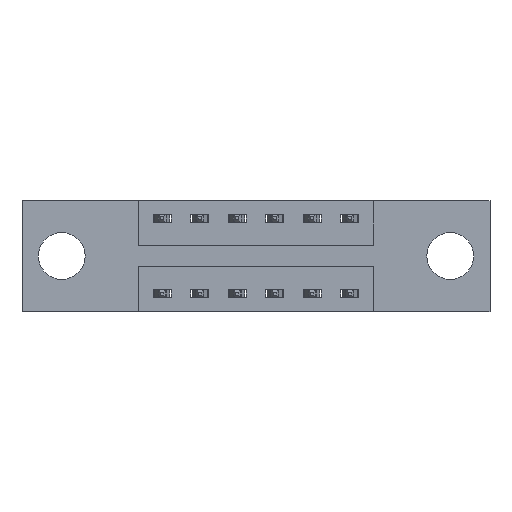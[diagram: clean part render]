
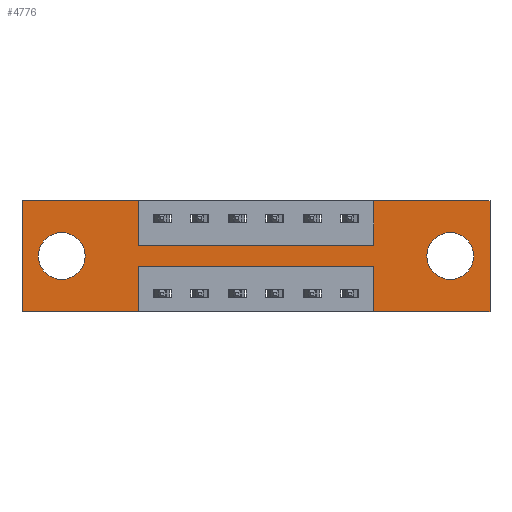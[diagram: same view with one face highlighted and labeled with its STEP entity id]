
A CAD part, front view. The second image highlights one B-rep face of the part: STEP entity #4776.
In plain terms, the highlighted planar face has unit normal (0, -1, 0).
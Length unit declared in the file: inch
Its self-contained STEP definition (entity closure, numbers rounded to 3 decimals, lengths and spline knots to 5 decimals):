
#82 = CARTESIAN_POINT ( 'NONE',  ( 0.3875, 0., -0.37 ) ) ;
#102 = DIRECTION ( 'NONE',  ( 1., 0., 0. ) ) ;
#126 = VERTEX_POINT ( 'NONE', #1784 ) ;
#150 = DIRECTION ( 'NONE',  ( 1., 0., 0. ) ) ;
#180 = VERTEX_POINT ( 'NONE', #1697 ) ;
#252 = EDGE_CURVE ( 'NONE', #5330, #2813, #3126, .T. ) ;
#253 = CARTESIAN_POINT ( 'NONE',  ( 1.1725, 0., 0. ) ) ;
#283 = CARTESIAN_POINT ( 'NONE',  ( 0., 0., 0. ) ) ;
#497 = LINE ( 'NONE', #3608, #7609 ) ;
#732 = DIRECTION ( 'NONE',  ( 0., -1., 0. ) ) ;
#753 = LINE ( 'NONE', #5625, #4188 ) ;
#758 = DIRECTION ( 'NONE',  ( 0., 0., -1. ) ) ;
#790 = EDGE_CURVE ( 'NONE', #2813, #4761, #1933, .T. ) ;
#798 = EDGE_LOOP ( 'NONE', ( #4107, #7129 ) ) ;
#838 = VERTEX_POINT ( 'NONE', #6536 ) ;
#859 = LINE ( 'NONE', #7192, #2487 ) ;
#925 = CARTESIAN_POINT ( 'NONE',  ( 0.3875, 0., -0.15 ) ) ;
#961 = FACE_BOUND ( 'NONE', #798, .T. ) ;
#1013 = DIRECTION ( 'NONE',  ( 0., 1., 0. ) ) ;
#1132 = AXIS2_PLACEMENT_3D ( 'NONE', #6320, #732, #7611 ) ;
#1144 = VERTEX_POINT ( 'NONE', #8544 ) ;
#1168 = EDGE_CURVE ( 'NONE', #1406, #3786, #6723, .T. ) ;
#1266 = VECTOR ( 'NONE', #8141, 39.37008 ) ;
#1280 = CARTESIAN_POINT ( 'NONE',  ( 1.56, 0., 0. ) ) ;
#1340 = EDGE_LOOP ( 'NONE', ( #4787, #4810 ) ) ;
#1388 = FACE_OUTER_BOUND ( 'NONE', #6849, .T. ) ;
#1406 = VERTEX_POINT ( 'NONE', #2187 ) ;
#1474 = EDGE_CURVE ( 'NONE', #180, #4065, #6617, .T. ) ;
#1508 = CARTESIAN_POINT ( 'NONE',  ( 0.1325, 0., -0.107 ) ) ;
#1558 = AXIS2_PLACEMENT_3D ( 'NONE', #5159, #1013, #5884 ) ;
#1606 = CARTESIAN_POINT ( 'NONE',  ( 0., 0., 0. ) ) ;
#1640 = CARTESIAN_POINT ( 'NONE',  ( 1.1725, 0., -0.37 ) ) ;
#1697 = CARTESIAN_POINT ( 'NONE',  ( 1.56, 0., 0. ) ) ;
#1715 = CARTESIAN_POINT ( 'NONE',  ( 0., 0., -0.37 ) ) ;
#1784 = CARTESIAN_POINT ( 'NONE',  ( 0.1325, 0., -0.263 ) ) ;
#1792 = LINE ( 'NONE', #283, #3419 ) ;
#1833 = VERTEX_POINT ( 'NONE', #1640 ) ;
#1854 = AXIS2_PLACEMENT_3D ( 'NONE', #6541, #2354, #7182 ) ;
#1933 = LINE ( 'NONE', #1606, #3734 ) ;
#2128 = VECTOR ( 'NONE', #150, 39.37008 ) ;
#2187 = CARTESIAN_POINT ( 'NONE',  ( 1.4275, 0., -0.263 ) ) ;
#2193 = EDGE_CURVE ( 'NONE', #4065, #1833, #4375, .T. ) ;
#2224 = EDGE_CURVE ( 'NONE', #2712, #8193, #497, .T. ) ;
#2354 = DIRECTION ( 'NONE',  ( 0., 1., 0. ) ) ;
#2419 = AXIS2_PLACEMENT_3D ( 'NONE', #6682, #2498, #7318 ) ;
#2487 = VECTOR ( 'NONE', #3725, 39.37008 ) ;
#2498 = DIRECTION ( 'NONE',  ( 0., 1., 0. ) ) ;
#2526 = DIRECTION ( 'NONE',  ( 0., 0., 1. ) ) ;
#2541 = VECTOR ( 'NONE', #4053, 39.37008 ) ;
#2705 = LINE ( 'NONE', #4976, #6207 ) ;
#2712 = VERTEX_POINT ( 'NONE', #7449 ) ;
#2766 = CARTESIAN_POINT ( 'NONE',  ( 0., 0., 0. ) ) ;
#2813 = VERTEX_POINT ( 'NONE', #6173 ) ;
#2942 = VERTEX_POINT ( 'NONE', #4415 ) ;
#3001 = CARTESIAN_POINT ( 'NONE',  ( 0.3875, 0., -0.15 ) ) ;
#3126 = LINE ( 'NONE', #1715, #1266 ) ;
#3218 = EDGE_CURVE ( 'NONE', #8193, #180, #1792, .T. ) ;
#3345 = DIRECTION ( 'NONE',  ( -1., 0., 0. ) ) ;
#3373 = CARTESIAN_POINT ( 'NONE',  ( 0.3875, 0., -0.37 ) ) ;
#3419 = VECTOR ( 'NONE', #102, 39.37008 ) ;
#3440 = CIRCLE ( 'NONE', #1854, 0.078 ) ;
#3579 = EDGE_CURVE ( 'NONE', #1833, #2942, #6597, .T. ) ;
#3608 = CARTESIAN_POINT ( 'NONE',  ( 1.1725, 0., 0. ) ) ;
#3725 = DIRECTION ( 'NONE',  ( -1., 0., 0. ) ) ;
#3734 = VECTOR ( 'NONE', #7394, 39.37008 ) ;
#3786 = VERTEX_POINT ( 'NONE', #6956 ) ;
#3823 = CARTESIAN_POINT ( 'NONE',  ( 0., 0., -0.37 ) ) ;
#3911 = VERTEX_POINT ( 'NONE', #1508 ) ;
#3947 = LINE ( 'NONE', #925, #2128 ) ;
#4053 = DIRECTION ( 'NONE',  ( 0., 0., -1. ) ) ;
#4065 = VERTEX_POINT ( 'NONE', #7846 ) ;
#4107 = ORIENTED_EDGE ( 'NONE', *, *, #5400, .T. ) ;
#4164 = VECTOR ( 'NONE', #3345, 39.37008 ) ;
#4188 = VECTOR ( 'NONE', #758, 39.37008 ) ;
#4334 = EDGE_CURVE ( 'NONE', #1144, #5330, #7984, .T. ) ;
#4375 = LINE ( 'NONE', #3823, #4164 ) ;
#4404 = FACE_BOUND ( 'NONE', #1340, .T. ) ;
#4415 = CARTESIAN_POINT ( 'NONE',  ( 1.1725, 0., -0.22 ) ) ;
#4426 = ORIENTED_EDGE ( 'NONE', *, *, #790, .F. ) ;
#4437 = ORIENTED_EDGE ( 'NONE', *, *, #252, .F. ) ;
#4471 = ORIENTED_EDGE ( 'NONE', *, *, #4797, .F. ) ;
#4532 = ORIENTED_EDGE ( 'NONE', *, *, #5325, .F. ) ;
#4544 = ORIENTED_EDGE ( 'NONE', *, *, #2224, .F. ) ;
#4564 = EDGE_CURVE ( 'NONE', #126, #3911, #5230, .T. ) ;
#4586 = ORIENTED_EDGE ( 'NONE', *, *, #6060, .F. ) ;
#4615 = ORIENTED_EDGE ( 'NONE', *, *, #1474, .F. ) ;
#4654 = ORIENTED_EDGE ( 'NONE', *, *, #3218, .F. ) ;
#4656 = ORIENTED_EDGE ( 'NONE', *, *, #3579, .F. ) ;
#4677 = ORIENTED_EDGE ( 'NONE', *, *, #2193, .F. ) ;
#4695 = CIRCLE ( 'NONE', #1558, 0.078 ) ;
#4699 = VECTOR ( 'NONE', #6836, 39.37008 ) ;
#4707 = AXIS2_PLACEMENT_3D ( 'NONE', #7838, #7095, #5255 ) ;
#4712 = VECTOR ( 'NONE', #5214, 39.37008 ) ;
#4744 = ORIENTED_EDGE ( 'NONE', *, *, #4334, .F. ) ;
#4761 = VERTEX_POINT ( 'NONE', #2766 ) ;
#4767 = ORIENTED_EDGE ( 'NONE', *, *, #4992, .F. ) ;
#4776 = ADVANCED_FACE ( 'NONE', ( #961, #4404, #1388 ), #6964, .T. ) ;
#4787 = ORIENTED_EDGE ( 'NONE', *, *, #7616, .T. ) ;
#4797 = EDGE_CURVE ( 'NONE', #838, #4930, #753, .T. ) ;
#4810 = ORIENTED_EDGE ( 'NONE', *, *, #4564, .T. ) ;
#4930 = VERTEX_POINT ( 'NONE', #3001 ) ;
#4976 = CARTESIAN_POINT ( 'NONE',  ( 0., 0., 0. ) ) ;
#4992 = EDGE_CURVE ( 'NONE', #2942, #1144, #859, .T. ) ;
#5159 = CARTESIAN_POINT ( 'NONE',  ( 0.1325, 0., -0.185 ) ) ;
#5214 = DIRECTION ( 'NONE',  ( 0., 0., -1. ) ) ;
#5230 = CIRCLE ( 'NONE', #2419, 0.078 ) ;
#5255 = DIRECTION ( 'NONE',  ( 0., 0., -1. ) ) ;
#5325 = EDGE_CURVE ( 'NONE', #4761, #838, #2705, .T. ) ;
#5330 = VERTEX_POINT ( 'NONE', #82 ) ;
#5400 = EDGE_CURVE ( 'NONE', #3786, #1406, #3440, .T. ) ;
#5625 = CARTESIAN_POINT ( 'NONE',  ( 0.3875, 0., 0. ) ) ;
#5694 = DIRECTION ( 'NONE',  ( 1., 0., 0. ) ) ;
#5884 = DIRECTION ( 'NONE',  ( 0., 0., 1. ) ) ;
#6060 = EDGE_CURVE ( 'NONE', #4930, #2712, #3947, .T. ) ;
#6173 = CARTESIAN_POINT ( 'NONE',  ( 0., 0., -0.37 ) ) ;
#6207 = VECTOR ( 'NONE', #5694, 39.37008 ) ;
#6320 = CARTESIAN_POINT ( 'NONE',  ( 0., 0., -0.37 ) ) ;
#6536 = CARTESIAN_POINT ( 'NONE',  ( 0.3875, 0., 0. ) ) ;
#6541 = CARTESIAN_POINT ( 'NONE',  ( 1.4275, 0., -0.185 ) ) ;
#6597 = LINE ( 'NONE', #8666, #4699 ) ;
#6617 = LINE ( 'NONE', #1280, #4712 ) ;
#6682 = CARTESIAN_POINT ( 'NONE',  ( 0.1325, 0., -0.185 ) ) ;
#6723 = CIRCLE ( 'NONE', #4707, 0.078 ) ;
#6836 = DIRECTION ( 'NONE',  ( 0., 0., 1. ) ) ;
#6849 = EDGE_LOOP ( 'NONE', ( #4744, #4767, #4656, #4677, #4615, #4654, #4544, #4586, #4471, #4532, #4426, #4437 ) ) ;
#6956 = CARTESIAN_POINT ( 'NONE',  ( 1.4275, 0., -0.107 ) ) ;
#6964 = PLANE ( 'NONE',  #1132 ) ;
#7095 = DIRECTION ( 'NONE',  ( 0., 1., 0. ) ) ;
#7129 = ORIENTED_EDGE ( 'NONE', *, *, #1168, .T. ) ;
#7182 = DIRECTION ( 'NONE',  ( 0., 0., -1. ) ) ;
#7192 = CARTESIAN_POINT ( 'NONE',  ( 0.3875, 0., -0.22 ) ) ;
#7318 = DIRECTION ( 'NONE',  ( 0., 0., 1. ) ) ;
#7394 = DIRECTION ( 'NONE',  ( 0., 0., 1. ) ) ;
#7449 = CARTESIAN_POINT ( 'NONE',  ( 1.1725, 0., -0.15 ) ) ;
#7609 = VECTOR ( 'NONE', #2526, 39.37008 ) ;
#7611 = DIRECTION ( 'NONE',  ( 0., 0., -1. ) ) ;
#7616 = EDGE_CURVE ( 'NONE', #3911, #126, #4695, .T. ) ;
#7838 = CARTESIAN_POINT ( 'NONE',  ( 1.4275, 0., -0.185 ) ) ;
#7846 = CARTESIAN_POINT ( 'NONE',  ( 1.56, 0., -0.37 ) ) ;
#7984 = LINE ( 'NONE', #3373, #2541 ) ;
#8141 = DIRECTION ( 'NONE',  ( -1., 0., 0. ) ) ;
#8193 = VERTEX_POINT ( 'NONE', #253 ) ;
#8544 = CARTESIAN_POINT ( 'NONE',  ( 0.3875, 0., -0.22 ) ) ;
#8666 = CARTESIAN_POINT ( 'NONE',  ( 1.1725, 0., -0.37 ) ) ;
